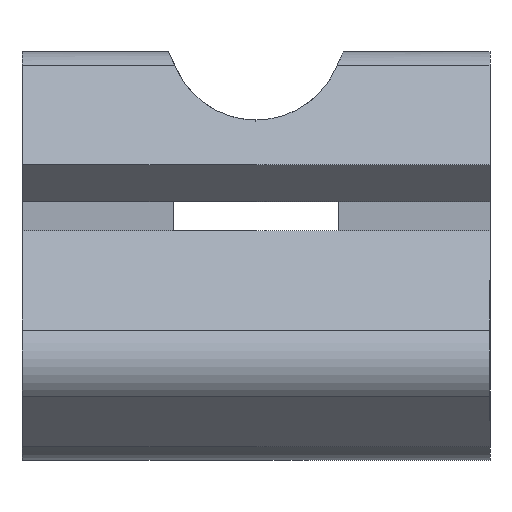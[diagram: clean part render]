
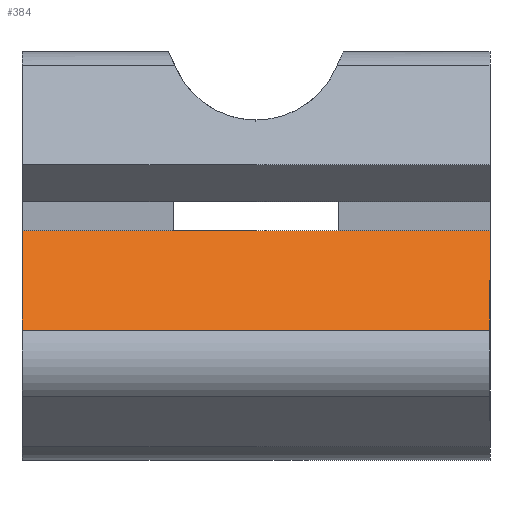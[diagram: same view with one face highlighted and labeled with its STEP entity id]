
A CAD part, left-side view. The second image highlights one B-rep face of the part: STEP entity #384.
In plain terms, the highlighted planar face has unit normal (-0.707, 0, 0.707).
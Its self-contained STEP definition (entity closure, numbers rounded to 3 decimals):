
#2 = VECTOR ( 'NONE', #1210, 1000. ) ;
#19 = PLANE ( 'NONE',  #1297 ) ;
#79 = EDGE_LOOP ( 'NONE', ( #671, #197, #331, #782 ) ) ;
#197 = ORIENTED_EDGE ( 'NONE', *, *, #1855, .T. ) ;
#250 = DIRECTION ( 'NONE',  ( -0.707, 0., -0.707 ) ) ;
#276 = CARTESIAN_POINT ( 'NONE',  ( -16.971, -20., 19.629 ) ) ;
#306 = VERTEX_POINT ( 'NONE', #276 ) ;
#331 = ORIENTED_EDGE ( 'NONE', *, *, #1083, .T. ) ;
#384 = ADVANCED_FACE ( 'NONE', ( #1688 ), #19, .T. ) ;
#406 = DIRECTION ( 'NONE',  ( 0., 1., 0. ) ) ;
#465 = CARTESIAN_POINT ( 'NONE',  ( -16.971, 20., 19.629 ) ) ;
#470 = VECTOR ( 'NONE', #250, 1000. ) ;
#598 = LINE ( 'NONE', #1854, #2 ) ;
#599 = VECTOR ( 'NONE', #1784, 1000. ) ;
#668 = DIRECTION ( 'NONE',  ( 0.707, 0., 0.707 ) ) ;
#671 = ORIENTED_EDGE ( 'NONE', *, *, #1601, .F. ) ;
#782 = ORIENTED_EDGE ( 'NONE', *, *, #1761, .F. ) ;
#897 = LINE ( 'NONE', #2102, #599 ) ;
#900 = CARTESIAN_POINT ( 'NONE',  ( -16.971, 20., 19.629 ) ) ;
#977 = VERTEX_POINT ( 'NONE', #1472 ) ;
#1083 = EDGE_CURVE ( 'NONE', #2044, #977, #1256, .T. ) ;
#1201 = CARTESIAN_POINT ( 'NONE',  ( -25.456, -20., 11.144 ) ) ;
#1210 = DIRECTION ( 'NONE',  ( 0., 1., 0. ) ) ;
#1256 = LINE ( 'NONE', #900, #470 ) ;
#1297 = AXIS2_PLACEMENT_3D ( 'NONE', #1621, #1792, #668 ) ;
#1472 = CARTESIAN_POINT ( 'NONE',  ( -25.456, 20., 11.144 ) ) ;
#1601 = EDGE_CURVE ( 'NONE', #306, #1849, #897, .T. ) ;
#1621 = CARTESIAN_POINT ( 'NONE',  ( -25.456, 20., 11.144 ) ) ;
#1688 = FACE_OUTER_BOUND ( 'NONE', #79, .T. ) ;
#1729 = VECTOR ( 'NONE', #406, 1000. ) ;
#1761 = EDGE_CURVE ( 'NONE', #1849, #977, #1778, .T. ) ;
#1778 = LINE ( 'NONE', #1834, #1729 ) ;
#1784 = DIRECTION ( 'NONE',  ( -0.707, 0., -0.707 ) ) ;
#1792 = DIRECTION ( 'NONE',  ( -0.707, 0., 0.707 ) ) ;
#1834 = CARTESIAN_POINT ( 'NONE',  ( -25.456, 20., 11.144 ) ) ;
#1849 = VERTEX_POINT ( 'NONE', #1201 ) ;
#1854 = CARTESIAN_POINT ( 'NONE',  ( -16.971, 20., 19.629 ) ) ;
#1855 = EDGE_CURVE ( 'NONE', #306, #2044, #598, .T. ) ;
#2044 = VERTEX_POINT ( 'NONE', #465 ) ;
#2102 = CARTESIAN_POINT ( 'NONE',  ( -16.971, -20., 19.629 ) ) ;
